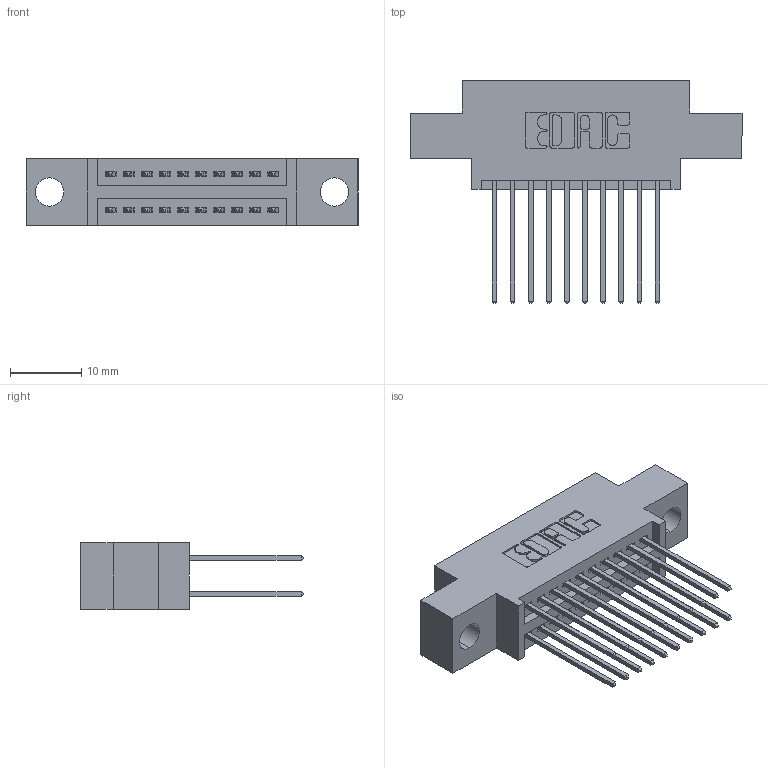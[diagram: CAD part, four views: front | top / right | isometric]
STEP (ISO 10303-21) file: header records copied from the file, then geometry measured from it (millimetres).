
FILE_DESCRIPTION (( 'STEP AP203' ), '1' );
FILE_NAME ('345-020-542-804.STEP', '2021-05-19T21:53:20', ( '' ), ( '' ), 'SwSTEP 2.0', 'SolidWorks 2020', '' );
FILE_SCHEMA (( 'CONFIG_CONTROL_DESIGN' ));
Length unit declared in the file: inch
Products named in the file (3): 345-292-001_345-293-142; 345 Part_0.170 Offset - 0.156 Dia-TI; 345-020-542-804
Assembly tree (21 placements, depth 2):
  345-020-542-804
    345 Part_0.170 Offset - 0.156 Dia-TI
    345-292-001_345-293-142  x20
Bounding box: 46.61 x 31.29 x 9.4 mm (x, y, z)
Volume: 4104.5 mm3; surface area: 5878.1 mm2
Topology: 21 solids, 21 shells, 1144 faces, 3369 edges, 2218 vertices
Faces by surface type: plane 758, cylinder 386
Entity records: 12723 total; most frequent: CARTESIAN_POINT 2170, ORIENTED_EDGE 2102, DIRECTION 1951, EDGE_CURVE 1051, VECTOR 879, LINE 879, VERTEX_POINT 698, AXIS2_PLACEMENT_3D 536
